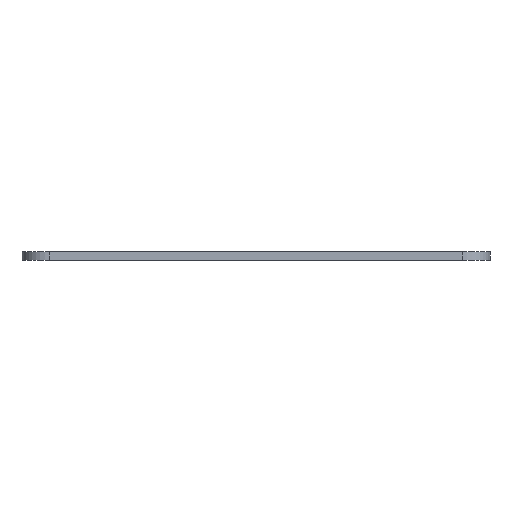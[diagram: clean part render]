
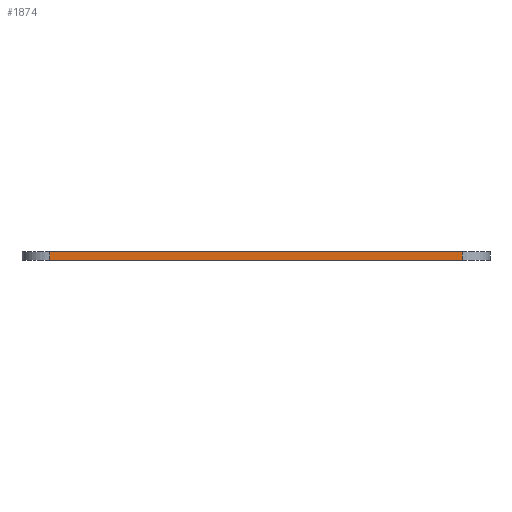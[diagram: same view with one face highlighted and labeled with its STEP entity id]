
A CAD part, left-side view. The second image highlights one B-rep face of the part: STEP entity #1874.
In plain terms, the highlighted planar face has unit normal (-1, 0, 0).
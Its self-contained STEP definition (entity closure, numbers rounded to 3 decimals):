
#51=PLANE('',#1994);
#102=FACE_OUTER_BOUND('',#198,.T.);
#198=EDGE_LOOP('',(#1287,#1288,#1289,#1290));
#334=LINE('',#2804,#516);
#335=LINE('',#2807,#517);
#336=LINE('',#2809,#518);
#337=LINE('',#2810,#519);
#516=VECTOR('',#2228,10.);
#517=VECTOR('',#2231,10.);
#518=VECTOR('',#2232,10.);
#519=VECTOR('',#2233,10.);
#797=VERTEX_POINT('',#2797);
#800=VERTEX_POINT('',#2802);
#801=VERTEX_POINT('',#2806);
#802=VERTEX_POINT('',#2808);
#996=EDGE_CURVE('',#800,#797,#334,.T.);
#997=EDGE_CURVE('',#801,#800,#335,.T.);
#998=EDGE_CURVE('',#802,#801,#336,.T.);
#999=EDGE_CURVE('',#797,#802,#337,.T.);
#1287=ORIENTED_EDGE('',*,*,#996,.F.);
#1288=ORIENTED_EDGE('',*,*,#997,.F.);
#1289=ORIENTED_EDGE('',*,*,#998,.F.);
#1290=ORIENTED_EDGE('',*,*,#999,.F.);
#1874=ADVANCED_FACE('',(#102),#51,.T.);
#1994=AXIS2_PLACEMENT_3D('',#2805,#2229,#2230);
#2228=DIRECTION('',(0.,0.,1.));
#2229=DIRECTION('center_axis',(-1.,0.,0.));
#2230=DIRECTION('ref_axis',(0.,-1.,0.));
#2231=DIRECTION('',(0.,1.,0.));
#2232=DIRECTION('',(0.,0.,-1.));
#2233=DIRECTION('',(0.,-1.,0.));
#2797=CARTESIAN_POINT('',(-13.211,8.614,1.5));
#2802=CARTESIAN_POINT('',(-13.211,8.614,0.));
#2804=CARTESIAN_POINT('',(-13.211,8.614,0.));
#2805=CARTESIAN_POINT('Origin',(-13.211,13.614,0.));
#2806=CARTESIAN_POINT('',(-13.211,-65.386,0.));
#2807=CARTESIAN_POINT('',(-13.211,-70.386,0.));
#2808=CARTESIAN_POINT('',(-13.211,-65.386,1.5));
#2809=CARTESIAN_POINT('',(-13.211,-65.386,0.));
#2810=CARTESIAN_POINT('',(-13.211,-70.386,1.5));
